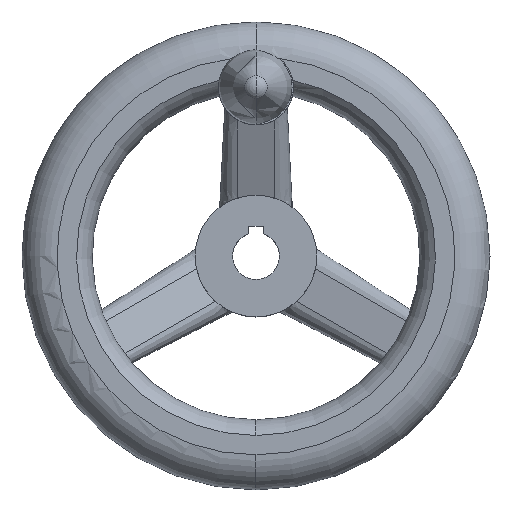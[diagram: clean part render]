
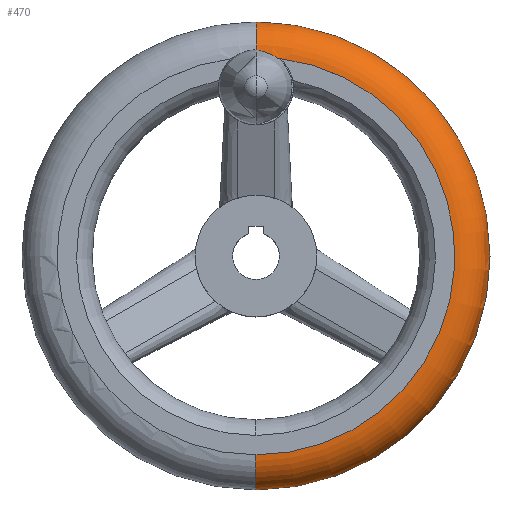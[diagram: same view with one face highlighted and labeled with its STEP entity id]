
A CAD part, top view. The second image highlights one B-rep face of the part: STEP entity #470.
In plain terms, the highlighted toroidal (fillet/blend) face has major radius 42.5 mm and minor radius 7.5 mm.
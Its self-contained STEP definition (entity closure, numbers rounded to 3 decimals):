
#410=EDGE_CURVE('',#678,#644,#960,.T.);
#470=ADVANCED_FACE('',(#1027),#1028,.T.);
#528=VERTEX_POINT('',#1097);
#644=VERTEX_POINT('',#1220);
#666=EDGE_CURVE('',#528,#678,#1246,.T.);
#678=VERTEX_POINT('',#1259);
#684=EDGE_CURVE('',#698,#774,#1265,.T.);
#698=VERTEX_POINT('',#1281);
#706=EDGE_CURVE('',#774,#528,#1289,.T.);
#740=EDGE_CURVE('',#644,#698,#1329,.T.);
#774=VERTEX_POINT('',#1367);
#960=CIRCLE('',#1703,7.5);
#1027=FACE_OUTER_BOUND('',#1875,.T.);
#1028=TOROIDAL_SURFACE('',#1876,42.5,7.5);
#1097=CARTESIAN_POINT('',(0.,-50.0,25.5));
#1220=CARTESIAN_POINT('',(0.,42.5,33.0));
#1246=CIRCLE('',#2320,50.0);
#1259=CARTESIAN_POINT('',(0.,50.,25.5));
#1265=CIRCLE('',#2375,42.5);
#1281=CARTESIAN_POINT('',(5.058,42.198,33.));
#1289=CIRCLE('',#2416,7.5);
#1329=CIRCLE('',#2479,42.5);
#1367=CARTESIAN_POINT('',(0.,-42.5,33.0));
#1703=AXIS2_PLACEMENT_3D('',#2747,#2748,#2749);
#1875=EDGE_LOOP('',(#2830,#2831,#2832,#2833,#2834));
#1876=AXIS2_PLACEMENT_3D('',#2835,#2836,#2837);
#2320=AXIS2_PLACEMENT_3D('',#3092,#3093,#3094);
#2375=AXIS2_PLACEMENT_3D('',#3110,#3111,#3112);
#2416=AXIS2_PLACEMENT_3D('',#3139,#3140,#3141);
#2479=AXIS2_PLACEMENT_3D('',#3205,#3206,#3207);
#2747=CARTESIAN_POINT('',(0.,42.5,25.5));
#2748=DIRECTION('',(1.0,0.,0.));
#2749=DIRECTION('',(0.,1.0,0.));
#2830=ORIENTED_EDGE('',*,*,#666,.T.);
#2831=ORIENTED_EDGE('',*,*,#410,.T.);
#2832=ORIENTED_EDGE('',*,*,#740,.T.);
#2833=ORIENTED_EDGE('',*,*,#684,.T.);
#2834=ORIENTED_EDGE('',*,*,#706,.T.);
#2835=CARTESIAN_POINT('',(0.,0.,25.5));
#2836=DIRECTION('',(0.,0.,1.0));
#2837=DIRECTION('',(0.,1.0,0.0));
#3092=CARTESIAN_POINT('',(0.,0.,25.5));
#3093=DIRECTION('',(0.,0.,1.0));
#3094=DIRECTION('',(1.0,0.0,0.));
#3110=CARTESIAN_POINT('',(0.,0.,33.0));
#3111=DIRECTION('',(0.,0.,-1.0));
#3112=DIRECTION('',(0.,1.0,0.));
#3139=CARTESIAN_POINT('',(0.,-42.5,25.5));
#3140=DIRECTION('',(1.0,0.,0.));
#3141=DIRECTION('',(0.,-1.0,0.));
#3205=CARTESIAN_POINT('',(0.,0.,33.0));
#3206=DIRECTION('',(0.,0.,-1.0));
#3207=DIRECTION('',(0.,1.0,0.));
